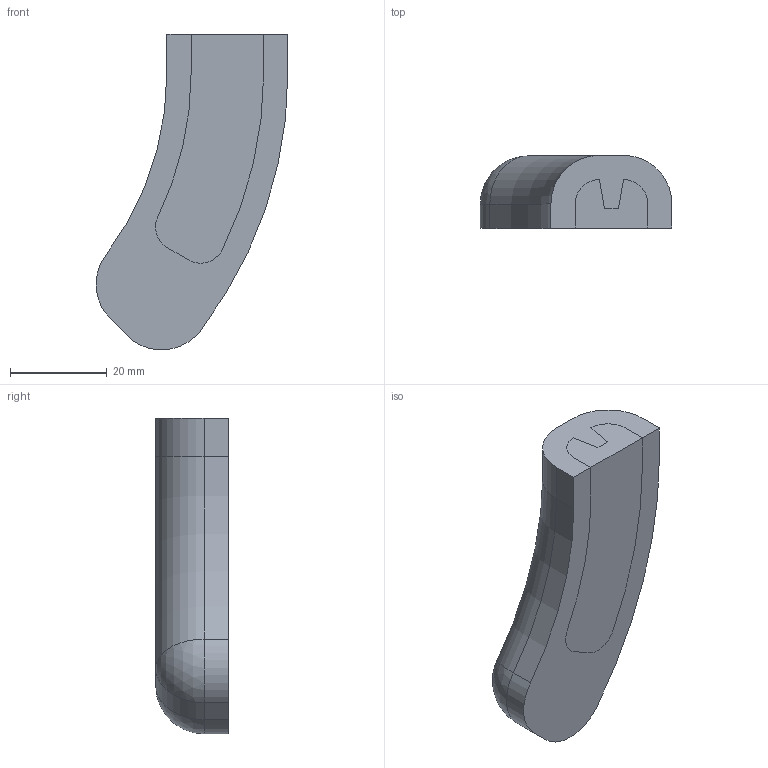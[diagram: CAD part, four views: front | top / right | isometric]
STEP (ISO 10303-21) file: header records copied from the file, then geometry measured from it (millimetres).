
FILE_DESCRIPTION (( 'STEP AP214' ), '1' );
FILE_NAME ('Baugruppe1 mit Überschneidung.STEP', '2011-03-29T12:03:26', ( ' ' ), ( '' ), 'SwSTEP 2.0', 'SolidWorks 2008', '' );
FILE_SCHEMA (( 'AUTOMOTIVE_DESIGN' ));
Length unit declared in the file: millimetre
Products named in the file (3): Baugruppe1 mit Überschneidung; Teil1 (Überschneidung)_Standard; Teil2_Standard
Assembly tree (2 placements, depth 2):
  Baugruppe1 mit Überschneidung
    Teil1 (Überschneidung)_Standard
    Teil2_Standard
Bounding box: 39.65 x 15 x 65.25 mm (x, y, z)
Volume: 21369.3 mm3; surface area: 9096.9 mm2
Topology: 2 solids, 2 shells, 59 faces, 139 edges, 78 vertices
Faces by surface type: plane 22, cylinder 21, torus 6, sphere 6, cone 4
Entity records: 1721 total; most frequent: DIRECTION 315, CARTESIAN_POINT 287, ORIENTED_EDGE 266, EDGE_CURVE 133, AXIS2_PLACEMENT_3D 122, VERTEX_POINT 78, VECTOR 71, LINE 71
